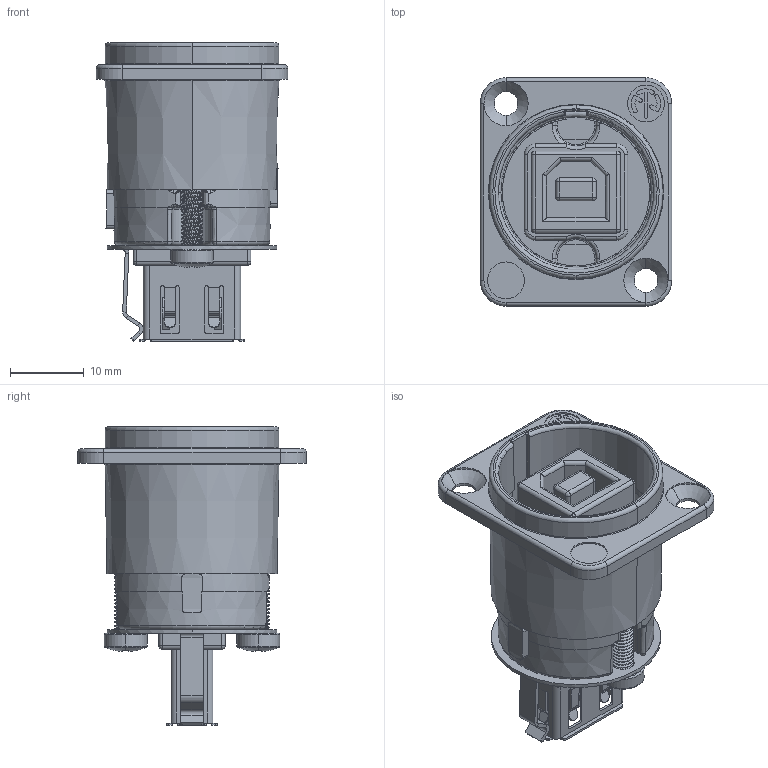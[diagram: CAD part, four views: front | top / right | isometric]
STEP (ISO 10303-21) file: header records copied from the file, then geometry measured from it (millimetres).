
FILE_DESCRIPTION((''),'2;1');
FILE_NAME('NAUSW-W-B','2019-04-18T',('odo'),(''),'CREO PARAMETRIC BY PTC INC, 2018360','CREO PARAMETRIC BY PTC INC, 2018360','');
FILE_SCHEMA(('CONFIG_CONTROL_DESIGN'));
Products named in the file (1): NAUSW-W-B
Bounding box: 26 x 31 x 40.57 mm (x, y, z)
Volume: 8833.6 mm3; surface area: 8721.3 mm2
Topology: 2 solids, 2 shells, 1186 faces, 3215 edges, 1999 vertices
Faces by surface type: bspline 402, plane 317, cylinder 286, torus 89, cone 62, sphere 30
Entity records: 64209 total; most frequent: CARTESIAN_POINT 37141, ORIENTED_EDGE 6358, DIRECTION 4596, EDGE_CURVE 3179, VERTEX_POINT 1991, AXIS2_PLACEMENT_3D 1641, VECTOR 1314, LINE 1314
